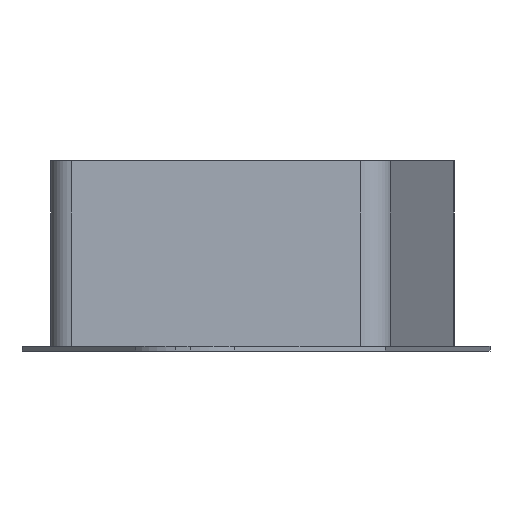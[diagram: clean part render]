
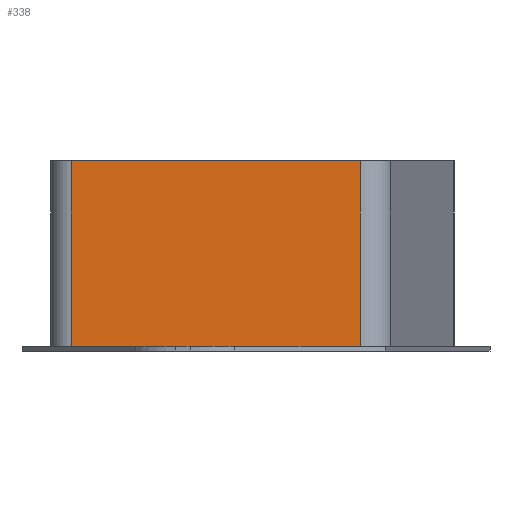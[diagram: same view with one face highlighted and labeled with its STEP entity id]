
A CAD part, left-side view. The second image highlights one B-rep face of the part: STEP entity #338.
In plain terms, the highlighted planar face has unit normal (-1, -0.013, 0).
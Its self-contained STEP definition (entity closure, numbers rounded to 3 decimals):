
#32 = VERTEX_POINT('',#33);
#33 = CARTESIAN_POINT('',(-0.855,0.88,1.));
#40 = EDGE_CURVE('',#32,#41,#43,.T.);
#41 = VERTEX_POINT('',#42);
#42 = CARTESIAN_POINT('',(-1.012,12.917,1.));
#43 = LINE('',#44,#45);
#44 = CARTESIAN_POINT('',(-0.891,3.594,1.));
#45 = VECTOR('',#46,1.);
#46 = DIRECTION('',(-0.013,1.,0.));
#296 = VERTEX_POINT('',#297);
#297 = CARTESIAN_POINT('',(-0.855,0.88,8.73));
#304 = EDGE_CURVE('',#32,#296,#305,.T.);
#305 = LINE('',#306,#307);
#306 = CARTESIAN_POINT('',(-0.855,0.88,1.));
#307 = VECTOR('',#308,1.);
#308 = DIRECTION('',(0.,0.,1.));
#338 = ADVANCED_FACE('',(#339),#357,.T.);
#339 = FACE_BOUND('',#340,.T.);
#340 = EDGE_LOOP('',(#341,#342,#343,#351));
#341 = ORIENTED_EDGE('',*,*,#40,.F.);
#342 = ORIENTED_EDGE('',*,*,#304,.T.);
#343 = ORIENTED_EDGE('',*,*,#344,.T.);
#344 = EDGE_CURVE('',#296,#345,#347,.T.);
#345 = VERTEX_POINT('',#346);
#346 = CARTESIAN_POINT('',(-1.012,12.917,8.73));
#347 = LINE('',#348,#349);
#348 = CARTESIAN_POINT('',(-0.886,3.205,8.73));
#349 = VECTOR('',#350,1.);
#350 = DIRECTION('',(-0.013,1.,0.));
#351 = ORIENTED_EDGE('',*,*,#352,.F.);
#352 = EDGE_CURVE('',#41,#345,#353,.T.);
#353 = LINE('',#354,#355);
#354 = CARTESIAN_POINT('',(-1.012,12.917,1.));
#355 = VECTOR('',#356,1.);
#356 = DIRECTION('',(0.,0.,1.));
#357 = PLANE('',#358);
#358 = AXIS2_PLACEMENT_3D('',#359,#360,#361);
#359 = CARTESIAN_POINT('',(-0.927,6.341,1.));
#360 = DIRECTION('',(-1.,-0.013,0.));
#361 = DIRECTION('',(0.,0.,1.));
